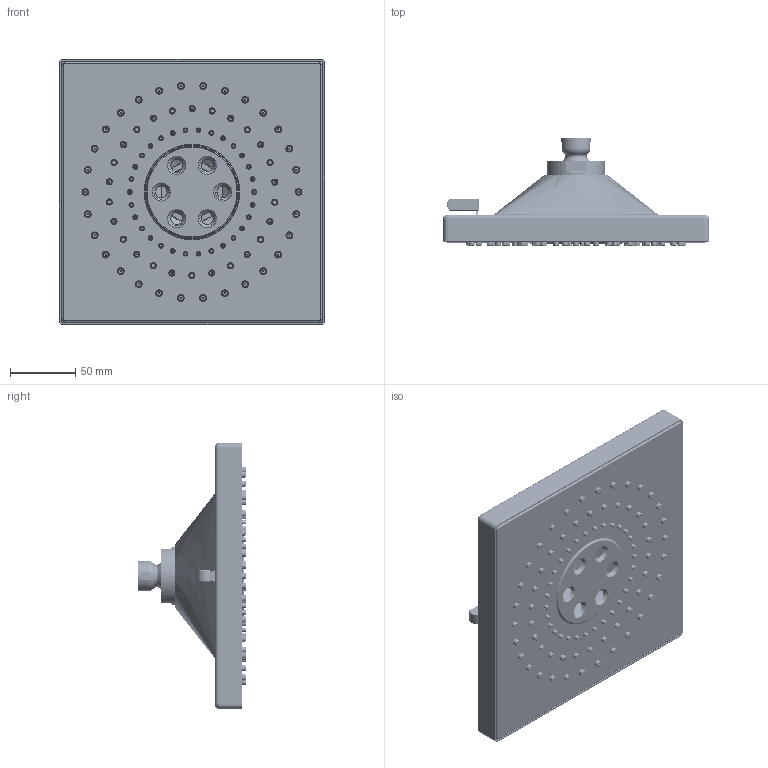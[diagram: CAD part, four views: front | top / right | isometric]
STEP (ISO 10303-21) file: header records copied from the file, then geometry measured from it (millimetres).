
FILE_DESCRIPTION((''),'2;1');
FILE_NAME('2159_ASM','2021-03-17T11:54:43',('rsmith'),(''),'CREO PARAMETRIC BY PTC INC, 2018400','CREO PARAMETRIC BY PTC INC, 2018400','');
FILE_SCHEMA(('AUTOMOTIVE_DESIGN { 1 0 10303 214 1 1 1 1 }'));
Length unit declared in the file: inch
Products named in the file (13): 13314; MANIFOLD_SOLID_BREP_129858; MANIFOLD_SOLID_BREP_191852; 4844-105_55_ASM; 4844-105_ASM_59_ASM; 4844-502_ASM_20_ASM; 1-392_ASM; 13315; 80018; 12963; 12964; 12965; 2159_ASM
Assembly tree (12 placements, depth 6):
  2159_ASM
    13314
    1-392_ASM
      4844-502_ASM_20_ASM
        4844-105_ASM_59_ASM
          4844-105_55_ASM
            MANIFOLD_SOLID_BREP_129858
            MANIFOLD_SOLID_BREP_191852
    13315
    80018
    12963
    12964
    12965
Bounding box: 203.71 x 83.16 x 203.71 mm (x, y, z)
Volume: 192906.5 mm3; surface area: 253875.9 mm2
Topology: 8 solids, 8 shells, 2537 faces, 6356 edges, 4078 vertices
Faces by surface type: cone 1141, plane 506, cylinder 412, torus 304, bspline 166, sphere 8
Entity records: 107685 total; most frequent: CARTESIAN_POINT 43222, ORIENTED_EDGE 12712, DIRECTION 12121, EDGE_CURVE 6356, AXIS2_PLACEMENT_3D 4926, VERTEX_POINT 4078, EDGE_LOOP 3100, FACE_OUTER_BOUND 2537
